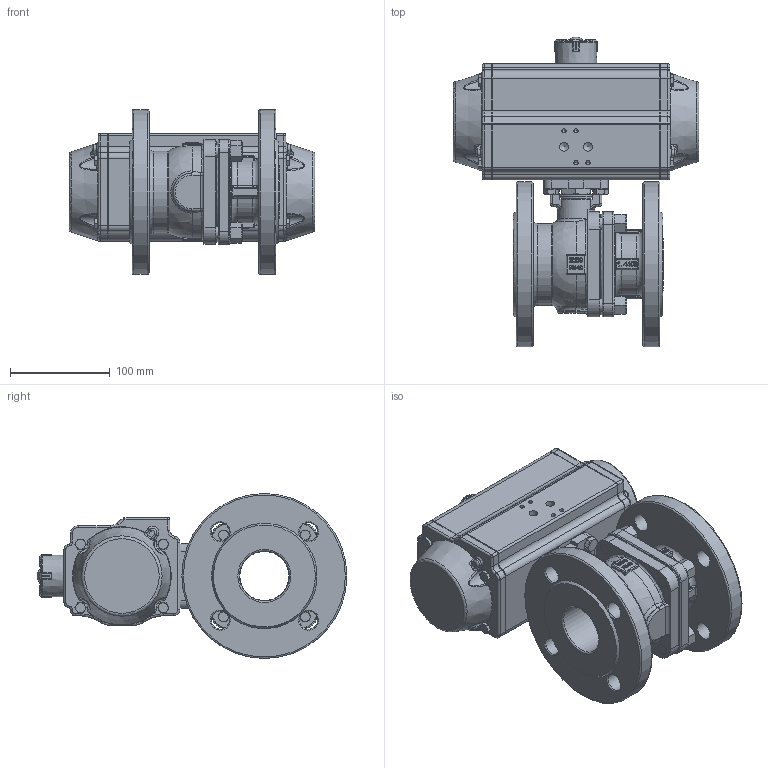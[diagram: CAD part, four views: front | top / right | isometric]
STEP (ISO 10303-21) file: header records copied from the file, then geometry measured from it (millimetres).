
FILE_DESCRIPTION(/* description */ ('Unknown'),/* implementation_level */ '2;1');
FILE_NAME(/* name */ 'FR04 0921_0930-09',/* time_stamp */ '2023-08-02T08:56:59+02:00',/* author */ ('Unknown'),/* organization */ ('Unknown'),/* preprocessor_version */ 'ST-DEVELOPER v18.102',/* originating_system */ 'Solid Edge',/* authorisation */ 'Unknown');
FILE_SCHEMA (('AUTOMOTIVE_DESIGN {1 0 10303 214 3 1 1}'));
Products named in the file (21): FR040921-09; 921_930-09; DN50 PN40 KV-L6N概极; DN50 PN40 KV-L6N概裔; 概裝KV-L41+O-Ring; 跡鰍; 評倛粟え; hex jam nut_ai_HJNUT 0.7500-16-D-N; 滅侂菜え; 方口垫圈; M12X39邧芛蹟邡; hexagon nuts grade c gb_GB_FASTENER_NUT_SNC1 M12-N; DW05_FR04_(DW110_FR81); ____; ________(___________; _____________; ______; hexagon head bolts--product grade c gb_GB_FASTENER_BOLT_HHBC M6X30-N; cup head nib bolts with large head gb_GB_FASTENER_BOLT_CHNBW M6X25-N; KP-88; DIN 933 M8x25 A2-70 BLK_EDST
Assembly tree (39 placements, depth 4):
  FR040921-09
    921_930-09
      DN50 PN40 KV-L6N概极
      DN50 PN40 KV-L6N概裔
      概裝KV-L41+O-Ring
      跡鰍
      評倛粟え  x2
      hex jam nut_ai_HJNUT 0.7500-16-D-N
      滅侂菜え
      方口垫圈
      M12X39邧芛蹟邡  x4
      hexagon nuts grade c gb_GB_FASTENER_NUT_SNC1 M12-N  x4
    DW05_FR04_(DW110_FR81)
      ____
        ________(___________  x2
        _____________  x2
        ______
      hexagon head bolts--product grade c gb_GB_FASTENER_BOLT_HHBC M6X30-N  x8
      cup head nib bolts with large head gb_GB_FASTENER_BOLT_CHNBW M6X25-N
      KP-88
    DIN 933 M8x25 A2-70 BLK_EDST  x4
Bounding box: 246 x 309.81 x 165 mm (x, y, z)
Volume: 3718505.8 mm3; surface area: 370988.4 mm2
Topology: 36 solids, 36 shells, 1858 faces, 4540 edges, 2794 vertices
Faces by surface type: plane 809, cylinder 448, bspline 233, cone 192, torus 154, sphere 22
Full cylindrical faces by diameter (mm): 3 x16, 3.3 x10, 4.2 x4, 4.66 x1, 5 x17, 6 x9, 6.2 x1, 6.8 x4, 7 x4, 8 x4, 8.8 x2, 9 x4, 10.106 x4, 10.2 x4, 12 x4, 13 x4, 14 x4, 16.5 x1, 17.462 x1, 18 x8, 19 x3, 19.05 x1, 19.2 x2, 19.5 x1, 24.6 x1, 24.8 x1, 25 x3, 25.5 x1, 28 x1, 35.2 x1
Entity records: 55614 total; most frequent: CARTESIAN_POINT 22134, ORIENTED_EDGE 6744, DIRECTION 6507, EDGE_CURVE 3372, AXIS2_PLACEMENT_3D 2406, VERTEX_POINT 2219, FACE_BOUND 1825, EDGE_LOOP 1802
